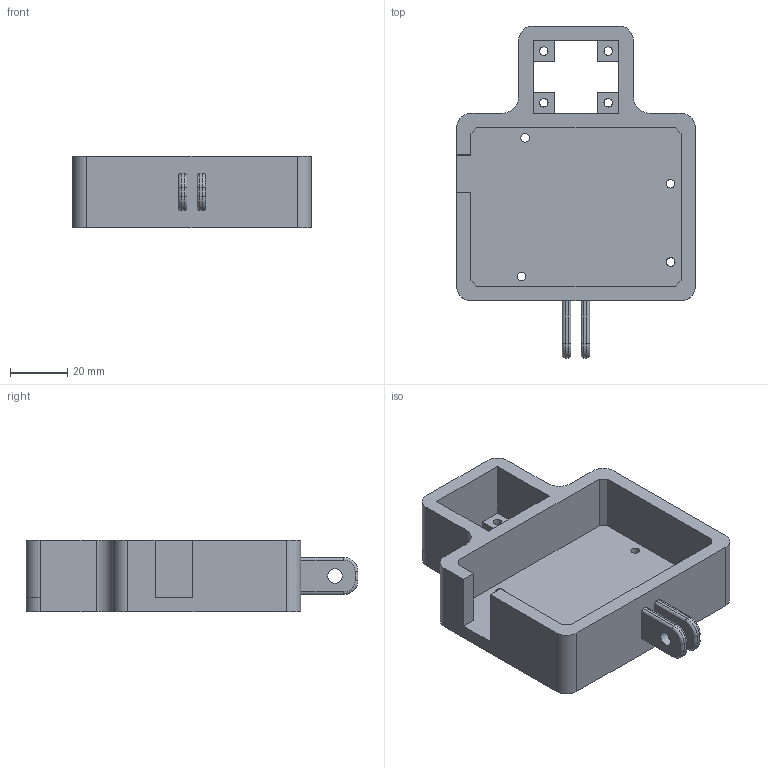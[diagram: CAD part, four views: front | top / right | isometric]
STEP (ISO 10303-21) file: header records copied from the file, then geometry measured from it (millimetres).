
FILE_DESCRIPTION(('FreeCAD Model'),'2;1');
FILE_NAME('Open CASCADE Shape Model','2025-12-01T19:40:35',('Author'),( ''),'Open CASCADE STEP processor 7.9','FreeCAD','Unknown');
FILE_SCHEMA(('AUTOMOTIVE_DESIGN { 1 0 10303 214 1 1 1 1 }'));
Length unit declared in the file: millimetre
Products named in the file (1): Body
Bounding box: 83.3 x 115.82 x 25 mm (x, y, z)
Volume: 66925.2 mm3; surface area: 29628.4 mm2
Topology: 1 solids, 1 shells, 94 faces, 250 edges, 160 vertices
Faces by surface type: plane 50, cylinder 36, torus 8
Full cylindrical faces by diameter (mm): 3 x8, 5 x2
Entity records: 2980 total; most frequent: DIRECTION 520, CARTESIAN_POINT 505, ORIENTED_EDGE 500, EDGE_CURVE 250, AXIS2_PLACEMENT_3D 175, LINE 170, VECTOR 170, VERTEX_POINT 160
